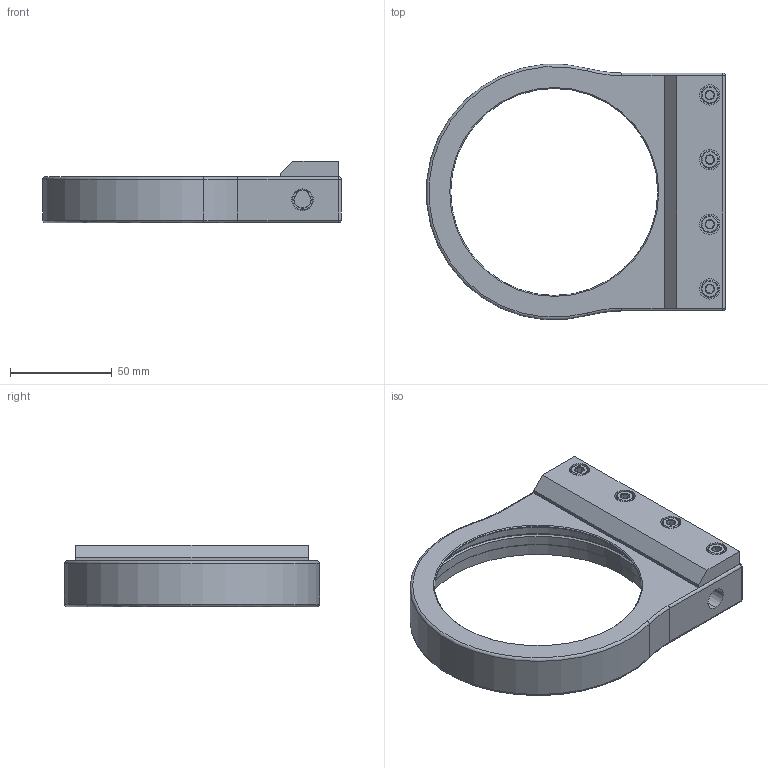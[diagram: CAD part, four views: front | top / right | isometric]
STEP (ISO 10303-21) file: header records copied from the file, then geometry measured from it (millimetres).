
FILE_DESCRIPTION (( 'STEP AP203' ), '1' );
FILE_NAME ('47C-KIT009.STEP', '2022-11-22T13:54:09', ( '' ), ( '' ), 'SwSTEP 2.0', 'SolidWorks 2021', '' );
FILE_SCHEMA (( 'CONFIG_CONTROL_DESIGN' ));
Length unit declared in the file: inch
Products named in the file (6): 400159; 201079; 4452K541; 47C-KIT009; 201078; 91292A058
Assembly tree (8 placements, depth 2):
  47C-KIT009
    201078
    201079
    400159
    91292A058  x4
    4452K541
Bounding box: 146.63 x 125.29 x 30.15 mm (x, y, z)
Volume: 143637.4 mm3; surface area: 54569.8 mm2
Topology: 8 solids, 8 shells, 568 faces, 1529 edges, 985 vertices
Faces by surface type: cylinder 356, cone 108, plane 83, bspline 11, torus 6, sphere 4
Entity records: 13084 total; most frequent: CARTESIAN_POINT 6032, ORIENTED_EDGE 1438, DIRECTION 1218, EDGE_CURVE 719, AXIS2_PLACEMENT_3D 473, VERTEX_POINT 469, EDGE_LOOP 310, FACE_OUTER_BOUND 274
